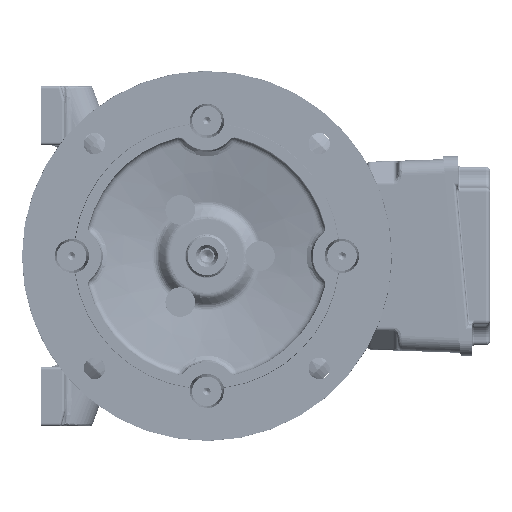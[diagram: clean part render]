
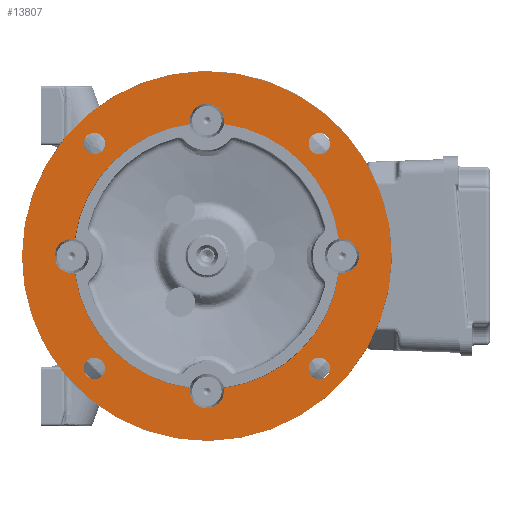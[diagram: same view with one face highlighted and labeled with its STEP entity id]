
A CAD part, left-side view. The second image highlights one B-rep face of the part: STEP entity #13807.
In plain terms, the highlighted planar face has unit normal (-1, 0, 0).
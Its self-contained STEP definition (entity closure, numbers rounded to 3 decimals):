
#13807 = ADVANCED_FACE( '', ( #28719, #28720, #28721, #28722, #28723, #28724 ), #28725, .T. );
#28719 = FACE_BOUND( '', #186116, .T. );
#28720 = FACE_BOUND( '', #186117, .T. );
#28721 = FACE_BOUND( '', #186118, .T. );
#28722 = FACE_BOUND( '', #186119, .T. );
#28723 = FACE_BOUND( '', #186120, .T. );
#28724 = FACE_OUTER_BOUND( '', #186121, .T. );
#28725 = PLANE( '', #186122 );
#186116 = EDGE_LOOP( '', ( #235354, #235355, #235356, #235357, #235358, #235359, #235360, #235361 ) );
#186117 = EDGE_LOOP( '', ( #235362 ) );
#186118 = EDGE_LOOP( '', ( #235363 ) );
#186119 = EDGE_LOOP( '', ( #235364 ) );
#186120 = EDGE_LOOP( '', ( #235365 ) );
#186121 = EDGE_LOOP( '', ( #235366 ) );
#186122 = AXIS2_PLACEMENT_3D( '', #235367, #235368, #235369 );
#235354 = ORIENTED_EDGE( '', *, *, #251241, .F. );
#235355 = ORIENTED_EDGE( '', *, *, #254909, .F. );
#235356 = ORIENTED_EDGE( '', *, *, #247906, .F. );
#235357 = ORIENTED_EDGE( '', *, *, #254910, .F. );
#235358 = ORIENTED_EDGE( '', *, *, #254572, .F. );
#235359 = ORIENTED_EDGE( '', *, *, #247865, .F. );
#235360 = ORIENTED_EDGE( '', *, *, #240250, .F. );
#235361 = ORIENTED_EDGE( '', *, *, #250853, .F. );
#235362 = ORIENTED_EDGE( '', *, *, #254055, .T. );
#235363 = ORIENTED_EDGE( '', *, *, #239202, .T. );
#235364 = ORIENTED_EDGE( '', *, *, #243896, .T. );
#235365 = ORIENTED_EDGE( '', *, *, #253469, .T. );
#235366 = ORIENTED_EDGE( '', *, *, #253698, .T. );
#235367 = CARTESIAN_POINT( '', ( -26.5, -90., 0. ) );
#235368 = DIRECTION( '', ( -1., 0., 0. ) );
#235369 = DIRECTION( '', ( 0., 1., 0. ) );
#239202 = EDGE_CURVE( '', #256241, #256241, #256242, .T. );
#240250 = EDGE_CURVE( '', #258086, #258088, #258089, .T. );
#243896 = EDGE_CURVE( '', #264118, #264118, #264119, .T. );
#247865 = EDGE_CURVE( '', #258088, #270174, #270177, .T. );
#247906 = EDGE_CURVE( '', #270231, #270225, #270233, .T. );
#250853 = EDGE_CURVE( '', #274135, #258086, #274137, .T. );
#251241 = EDGE_CURVE( '', #274622, #274135, #274624, .T. );
#253469 = EDGE_CURVE( '', #277239, #277239, #277240, .T. );
#253698 = EDGE_CURVE( '', #277485, #277485, #277486, .T. );
#254055 = EDGE_CURVE( '', #277875, #277875, #277876, .T. );
#254572 = EDGE_CURVE( '', #270174, #278417, #278422, .T. );
#254909 = EDGE_CURVE( '', #270225, #274622, #278770, .T. );
#254910 = EDGE_CURVE( '', #278417, #270231, #278771, .T. );
#256241 = VERTEX_POINT( '', #282869 );
#256242 = CIRCLE( '', #282870, 7.25 );
#258086 = VERTEX_POINT( '', #290341 );
#258088 = VERTEX_POINT( '', #290346 );
#258089 = CIRCLE( '', #290347, 11.444 );
#264118 = VERTEX_POINT( '', #316719 );
#264119 = CIRCLE( '', #316720, 7.25 );
#270174 = VERTEX_POINT( '', #343322 );
#270177 = CIRCLE( '', #343328, 90. );
#270225 = VERTEX_POINT( '', #343610 );
#270231 = VERTEX_POINT( '', #343628 );
#270233 = CIRCLE( '', #343633, 11.444 );
#274135 = VERTEX_POINT( '', #364330 );
#274137 = CIRCLE( '', #364338, 90. );
#274622 = VERTEX_POINT( '', #366932 );
#274624 = CIRCLE( '', #366937, 11.444 );
#277239 = VERTEX_POINT( '', #379234 );
#277240 = CIRCLE( '', #379235, 7.25 );
#277485 = VERTEX_POINT( '', #380506 );
#277486 = CIRCLE( '', #380507, 125. );
#277875 = VERTEX_POINT( '', #381860 );
#277876 = CIRCLE( '', #381861, 7.25 );
#278417 = VERTEX_POINT( '', #384370 );
#278422 = CIRCLE( '', #384387, 11.444 );
#278770 = CIRCLE( '', #385592, 90. );
#278771 = CIRCLE( '', #385593, 90. );
#282869 = CARTESIAN_POINT( '', ( -26.5, 83.264, 76.014 ) );
#282870 = AXIS2_PLACEMENT_3D( '', #387516, #387517, #387518 );
#290341 = CARTESIAN_POINT( '', ( -26.5, -89.297, -11.229 ) );
#290346 = CARTESIAN_POINT( '', ( -26.5, -89.297, 11.229 ) );
#290347 = AXIS2_PLACEMENT_3D( '', #388815, #388816, #388817 );
#316719 = CARTESIAN_POINT( '', ( -26.5, 76.014, -83.264 ) );
#316720 = AXIS2_PLACEMENT_3D( '', #393127, #393128, #393129 );
#343322 = CARTESIAN_POINT( '', ( -26.5, -11.229, 89.297 ) );
#343328 = AXIS2_PLACEMENT_3D( '', #397949, #397950, #397951 );
#343610 = CARTESIAN_POINT( '', ( -26.5, 89.297, -11.229 ) );
#343628 = CARTESIAN_POINT( '', ( -26.5, 89.297, 11.229 ) );
#343633 = AXIS2_PLACEMENT_3D( '', #397985, #397986, #397987 );
#364330 = CARTESIAN_POINT( '', ( -26.5, -11.229, -89.297 ) );
#364338 = AXIS2_PLACEMENT_3D( '', #401087, #401088, #401089 );
#366932 = CARTESIAN_POINT( '', ( -26.5, 11.229, -89.297 ) );
#366937 = AXIS2_PLACEMENT_3D( '', #401474, #401475, #401476 );
#379234 = CARTESIAN_POINT( '', ( -26.5, -83.264, -76.014 ) );
#379235 = AXIS2_PLACEMENT_3D( '', #403690, #403691, #403692 );
#380506 = CARTESIAN_POINT( '', ( -26.5, 125., 0. ) );
#380507 = AXIS2_PLACEMENT_3D( '', #403844, #403845, #403846 );
#381860 = CARTESIAN_POINT( '', ( -26.5, -76.014, 83.264 ) );
#381861 = AXIS2_PLACEMENT_3D( '', #404113, #404114, #404115 );
#384370 = CARTESIAN_POINT( '', ( -26.5, 11.229, 89.297 ) );
#384387 = AXIS2_PLACEMENT_3D( '', #404443, #404444, #404445 );
#385592 = AXIS2_PLACEMENT_3D( '', #404615, #404616, #404617 );
#385593 = AXIS2_PLACEMENT_3D( '', #404618, #404619, #404620 );
#387516 = CARTESIAN_POINT( '', ( -26.5, 76.014, 76.014 ) );
#387517 = DIRECTION( '', ( 1., 0., 0. ) );
#387518 = DIRECTION( '', ( 0., 1., 0. ) );
#388815 = CARTESIAN_POINT( '', ( -26.5, -91.5, 0. ) );
#388816 = DIRECTION( '', ( -1., 0., 0. ) );
#388817 = DIRECTION( '', ( 0., 1., 0. ) );
#393127 = CARTESIAN_POINT( '', ( -26.5, 76.014, -76.014 ) );
#393128 = DIRECTION( '', ( 1., 0., 0. ) );
#393129 = DIRECTION( '', ( 0., 0., -1. ) );
#397949 = CARTESIAN_POINT( '', ( -26.5, 0., 0. ) );
#397950 = DIRECTION( '', ( -1., 0., 0. ) );
#397951 = DIRECTION( '', ( 0., 1., 0. ) );
#397985 = CARTESIAN_POINT( '', ( -26.5, 91.5, 0. ) );
#397986 = DIRECTION( '', ( -1., 0., 0. ) );
#397987 = DIRECTION( '', ( 0., 1., 0. ) );
#401087 = CARTESIAN_POINT( '', ( -26.5, 0., 0. ) );
#401088 = DIRECTION( '', ( -1., 0., 0. ) );
#401089 = DIRECTION( '', ( 0., 1., 0. ) );
#401474 = CARTESIAN_POINT( '', ( -26.5, 0., -91.5 ) );
#401475 = DIRECTION( '', ( -1., 0., 0. ) );
#401476 = DIRECTION( '', ( 0., 1., 0. ) );
#403690 = CARTESIAN_POINT( '', ( -26.5, -76.014, -76.014 ) );
#403691 = DIRECTION( '', ( 1., 0., 0. ) );
#403692 = DIRECTION( '', ( 0., -1., 0. ) );
#403844 = CARTESIAN_POINT( '', ( -26.5, 0., 0. ) );
#403845 = DIRECTION( '', ( -1., 0., 0. ) );
#403846 = DIRECTION( '', ( 0., 1., 0. ) );
#404113 = CARTESIAN_POINT( '', ( -26.5, -76.014, 76.014 ) );
#404114 = DIRECTION( '', ( 1., 0., 0. ) );
#404115 = DIRECTION( '', ( 0., 0., 1. ) );
#404443 = CARTESIAN_POINT( '', ( -26.5, 0., 91.5 ) );
#404444 = DIRECTION( '', ( -1., 0., 0. ) );
#404445 = DIRECTION( '', ( 0., 1., 0. ) );
#404615 = CARTESIAN_POINT( '', ( -26.5, 0., 0. ) );
#404616 = DIRECTION( '', ( -1., 0., 0. ) );
#404617 = DIRECTION( '', ( 0., 1., 0. ) );
#404618 = CARTESIAN_POINT( '', ( -26.5, 0., 0. ) );
#404619 = DIRECTION( '', ( -1., 0., 0. ) );
#404620 = DIRECTION( '', ( 0., 1., 0. ) );
